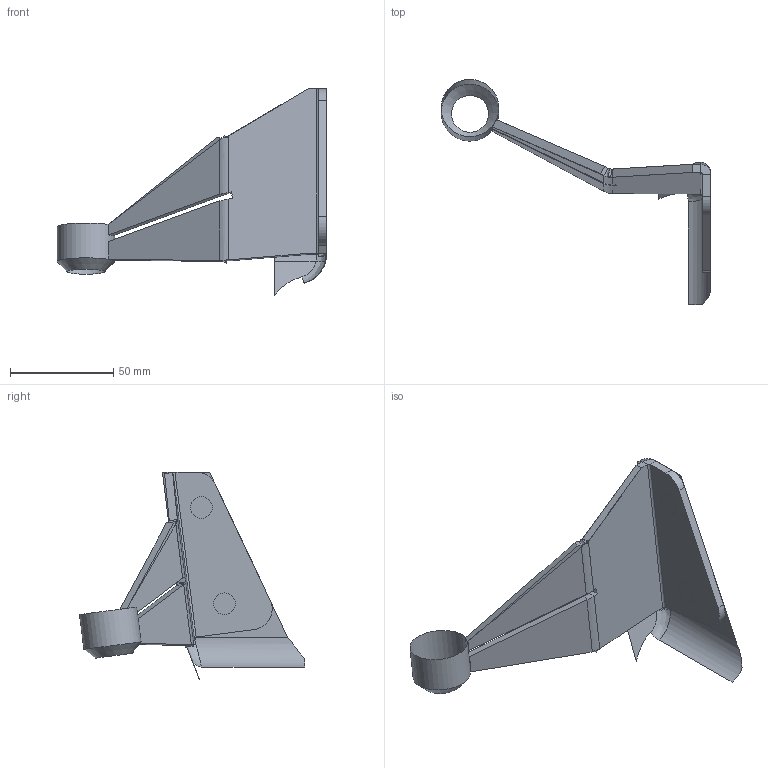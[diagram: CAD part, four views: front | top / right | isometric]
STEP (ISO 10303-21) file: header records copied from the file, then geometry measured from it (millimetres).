
FILE_DESCRIPTION(/* description */ (''),/* implementation_level */ '2;1');
FILE_NAME(/* name */ 'STAFFA_LEVA_STERZO_SX__4_MIR.stp',/* time_stamp */ '2016-06-02T11:52:59+02:00',/* author */ (''),/* organization */ (''),/* preprocessor_version */ 'ST-DEVELOPER v16.5',/* originating_system */ 'Autodesk Translation Framework v5.0.0.3310',/* authorisation */ '');
FILE_SCHEMA (('AUTOMOTIVE_DESIGN { 1 0 10303 214 3 1 1 }'));
Length unit declared in the file: centimetre
Products named in the file (1): STAFFA_LEVA_STERZO_SX__4_MIR
Bounding box: 130.9 x 109.28 x 100.5 mm (x, y, z)
Volume: 63840.5 mm3; surface area: 43704 mm2
Topology: 2 solids, 6 shells, 109 faces, 271 edges, 167 vertices
Faces by surface type: plane 66, cylinder 22, bspline 19, cone 1, torus 1
Full cylindrical faces by diameter (mm): 10.5 x2, 28 x1
Entity records: 3920 total; most frequent: CARTESIAN_POINT 1436, ORIENTED_EDGE 519, DIRECTION 456, EDGE_CURVE 266, LINE 184, VECTOR 184, VERTEX_POINT 166, AXIS2_PLACEMENT_3D 136
